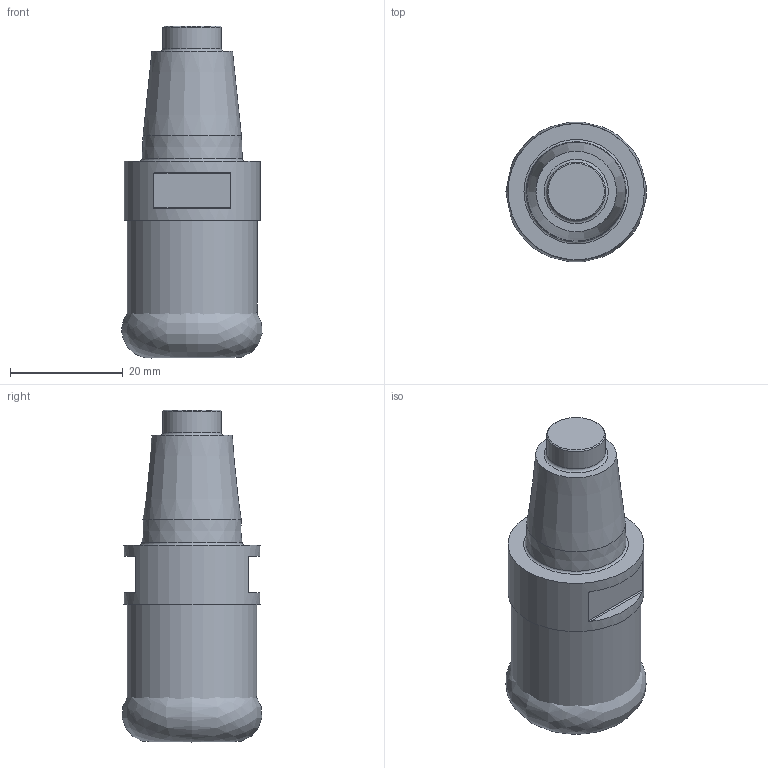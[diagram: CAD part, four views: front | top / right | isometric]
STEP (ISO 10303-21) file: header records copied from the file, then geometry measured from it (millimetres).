
FILE_DESCRIPTION(/* description */ (''),/* implementation_level */ '2;1');
FILE_NAME(/* name */ 'toolassembly_1.stp',/* time_stamp */ '2018-10-22T08:12:14+02:00',/* author */ (''),/* organization */ ('SMS'),/* preprocessor_version */ 'ST-DEVELOPER v15',/* originating_system */ 'SIEMENS PLM Software NX 8.5',/* authorisation */ '');
FILE_SCHEMA (('AUTOMOTIVE_DESIGN { 1 0 10303 214 3 1 1 1 }'));
Length unit declared in the file: millimetre
Products named in the file (4): ASSEMBLY_CONSTRUCTION; CUT_20181022081144; NOCUT_20181022081140; TOOLASSEMBLY_1
Assembly tree (3 placements, depth 2):
  TOOLASSEMBLY_1
    NOCUT_20181022081140
    CUT_20181022081144
    ASSEMBLY_CONSTRUCTION
Bounding box: 24.89 x 24.81 x 58.99 mm (x, y, z)
Volume: 22190.2 mm3; surface area: 5937.9 mm2
Topology: 2 solids, 2 shells, 28 faces, 55 edges, 42 vertices
Faces by surface type: plane 12, cylinder 7, cone 4, torus 4, bspline 1
Full cylindrical faces by diameter (mm): 10.4 x1, 23.04 x1, 24.2 x1
Entity records: 2423 total; most frequent: CARTESIAN_POINT 1720, DIRECTION 128, ORIENTED_EDGE 80, AXIS2_PLACEMENT_3D 58, EDGE_LOOP 44, EDGE_CURVE 40, FACE_BOUND 33, VERTEX_POINT 33
